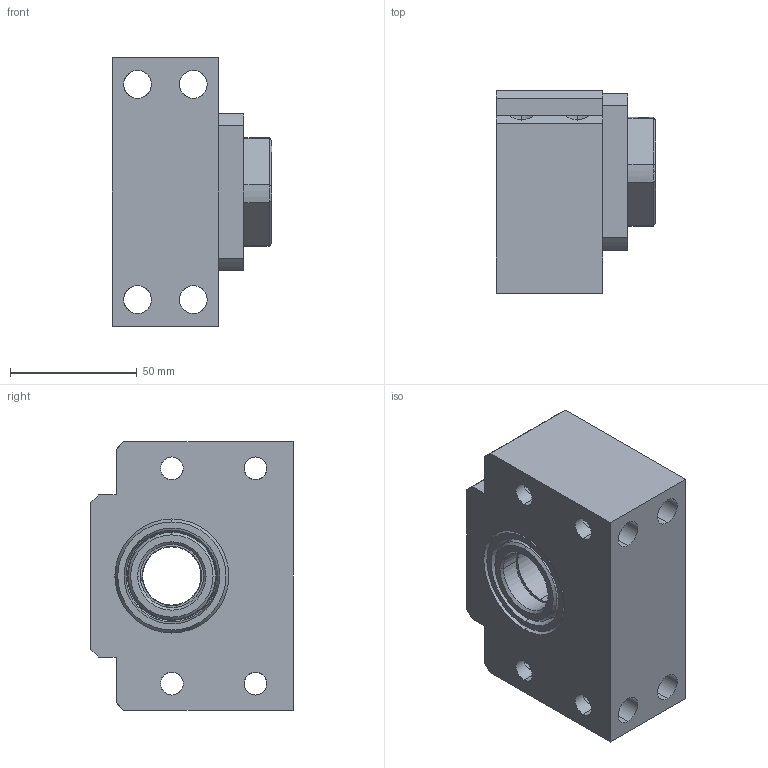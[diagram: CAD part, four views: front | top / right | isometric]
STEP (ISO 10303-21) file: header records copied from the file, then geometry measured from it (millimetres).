
FILE_DESCRIPTION (( 'STEP AP214' ), '1' );
FILE_NAME ('BK25.STEP', '2019-04-04T08:54:06', ( '' ), ( '' ), 'SwSTEP 2.0', 'SolidWorks 2015', '' );
FILE_SCHEMA (( 'AUTOMOTIVE_DESIGN' ));
Length unit declared in the file: millimetre
Products named in the file (1): BK25
Bounding box: 63 x 80.1 x 106 mm (x, y, z)
Surface area: 61081.5 mm2 (no closed solid volume)
Topology: 0 solids, 38 shells, 774 faces, 2227 edges, 1490 vertices
Faces by surface type: plane 613, cylinder 73, cone 49, bspline 39
Entity records: 31122 total; most frequent: CARTESIAN_POINT 10028, ORIENTED_EDGE 4230, DIRECTION 3691, EDGE_CURVE 2207, LINE 1745, VECTOR 1745, VERTEX_POINT 1490, AXIS2_PLACEMENT_3D 973
